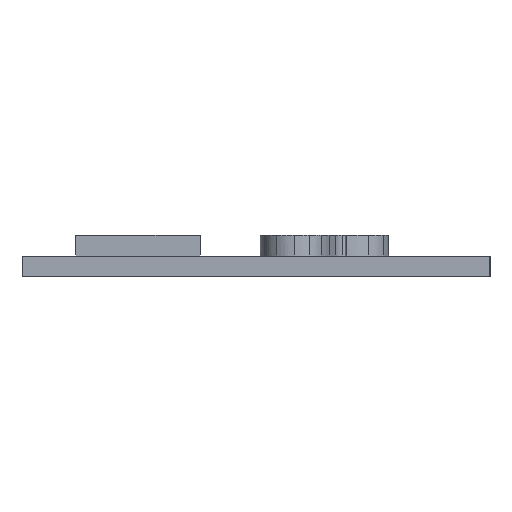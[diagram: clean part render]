
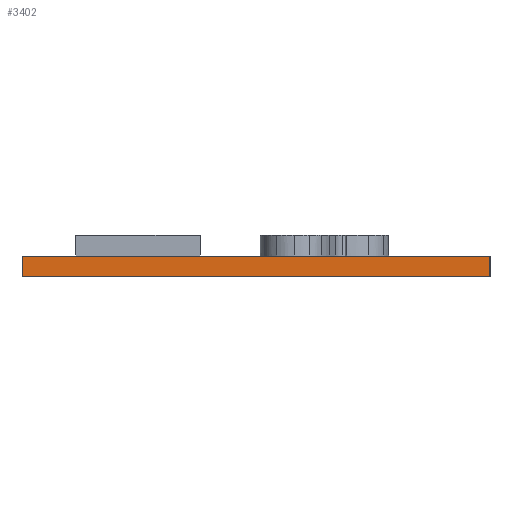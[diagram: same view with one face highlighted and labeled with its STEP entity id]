
A CAD part, left-side view. The second image highlights one B-rep face of the part: STEP entity #3402.
In plain terms, the highlighted planar face has unit normal (-1, 0, 0).
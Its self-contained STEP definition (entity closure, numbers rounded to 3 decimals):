
#454=FACE_OUTER_BOUND('',#643,.T.);
#643=EDGE_LOOP('',(#3116,#3117,#3118,#3119));
#771=LINE('',#5317,#1101);
#970=LINE('',#6456,#1300);
#975=LINE('',#6465,#1305);
#976=LINE('',#6467,#1306);
#1101=VECTOR('',#3697,10.);
#1300=VECTOR('',#4016,10.);
#1305=VECTOR('',#4025,10.);
#1306=VECTOR('',#4028,10.);
#1455=VERTEX_POINT('',#5315);
#1456=VERTEX_POINT('',#5316);
#1636=VERTEX_POINT('',#6454);
#1638=VERTEX_POINT('',#6463);
#1861=EDGE_CURVE('',#1455,#1456,#771,.T.);
#2130=EDGE_CURVE('',#1636,#1455,#970,.T.);
#2135=EDGE_CURVE('',#1638,#1456,#975,.T.);
#2136=EDGE_CURVE('',#1636,#1638,#976,.T.);
#3116=ORIENTED_EDGE('',*,*,#2136,.T.);
#3117=ORIENTED_EDGE('',*,*,#2135,.T.);
#3118=ORIENTED_EDGE('',*,*,#1861,.F.);
#3119=ORIENTED_EDGE('',*,*,#2130,.F.);
#3224=PLANE('',#3510);
#3402=ADVANCED_FACE('',(#454),#3224,.T.);
#3510=AXIS2_PLACEMENT_3D('',#6466,#4026,#4027);
#3697=DIRECTION('',(0.,-1.,0.));
#4016=DIRECTION('',(0.,0.,1.));
#4025=DIRECTION('',(0.,0.,1.));
#4026=DIRECTION('center_axis',(-1.,0.,0.));
#4027=DIRECTION('ref_axis',(0.,-1.,0.));
#4028=DIRECTION('',(0.,-1.,0.));
#5315=CARTESIAN_POINT('',(0.,113.,5.));
#5316=CARTESIAN_POINT('',(0.,0.,5.));
#5317=CARTESIAN_POINT('',(0.,113.,5.));
#6454=CARTESIAN_POINT('',(0.,113.,0.));
#6456=CARTESIAN_POINT('',(0.,113.,0.));
#6463=CARTESIAN_POINT('',(0.,0.,0.));
#6465=CARTESIAN_POINT('',(0.,0.,0.));
#6466=CARTESIAN_POINT('Origin',(0.,113.,0.));
#6467=CARTESIAN_POINT('',(0.,113.,0.));
